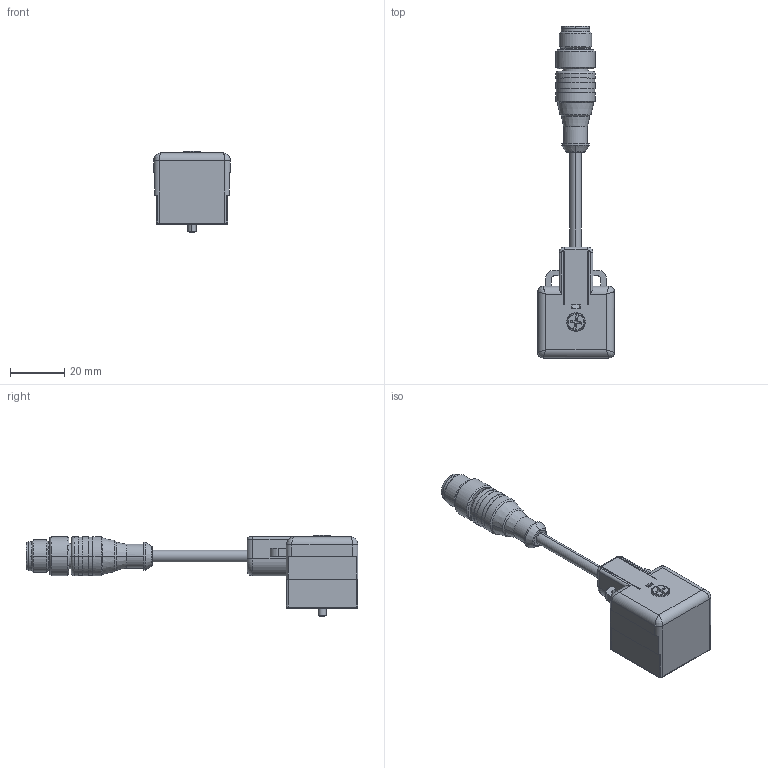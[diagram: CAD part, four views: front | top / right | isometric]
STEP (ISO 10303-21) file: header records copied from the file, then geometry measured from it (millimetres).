
FILE_DESCRIPTION(('CATIA V5 STEP Exchange','CAx-IF Rec.Pracs.--- Model Styling and Organization---1.4--- 2014-01-23'),'2;1');
FILE_NAME ('034244-2_1_9457131000_9457131000.stp','2021-03-15T10:25:05+00:00',('none'),('Weidmueller'),'CATIA Version 5-6 Release 2016 SP3 HF44','CATIA V5 STEP AP214','none');
FILE_SCHEMA(('AUTOMOTIVE_DESIGN { 1 0 10303 214 1 1 1 1 }'));
Length unit declared in the file: millimetre
Products named in the file (1): 9457131000
Bounding box: 28.4 x 122.88 x 30 mm (x, y, z)
Volume: 26016.1 mm3; surface area: 9960.1 mm2
Topology: 12 solids, 12 shells, 495 faces, 1262 edges, 817 vertices
Faces by surface type: plane 300, cylinder 119, cone 34, torus 28, bspline 10, sphere 4
Entity records: 15760 total; most frequent: CARTESIAN_POINT 4414, ORIENTED_EDGE 2504, DIRECTION 1929, EDGE_CURVE 1252, VERTEX_POINT 817, VECTOR 800, LINE 800, AXIS2_PLACEMENT_3D 693
